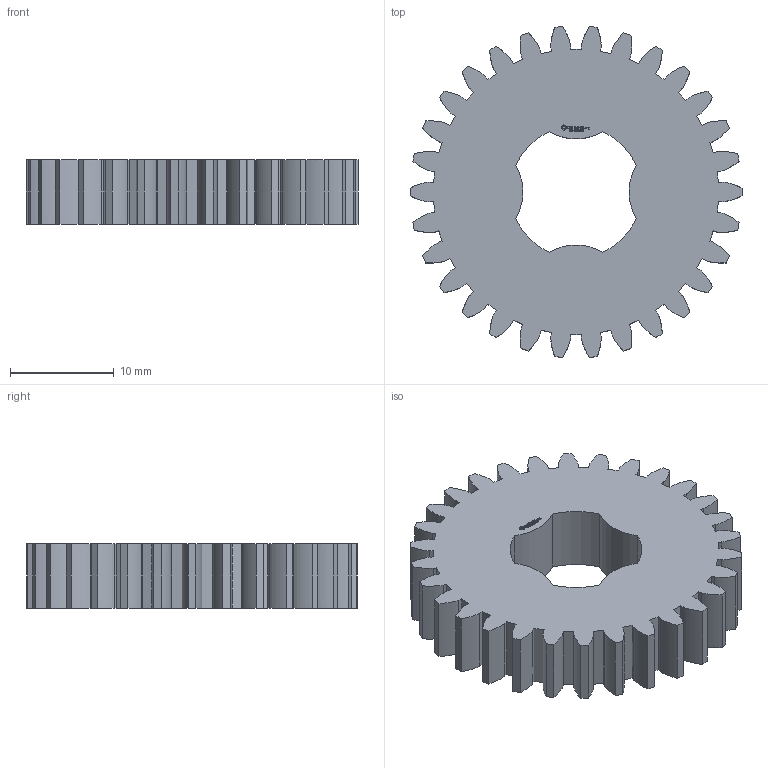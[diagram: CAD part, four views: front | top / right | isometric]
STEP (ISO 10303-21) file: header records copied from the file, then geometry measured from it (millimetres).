
FILE_DESCRIPTION(('FreeCAD Model'),'2;1');
FILE_NAME('Open CASCADE Shape Model','2024-03-09T19:09:49',(''),(''), 'Open CASCADE STEP processor 7.6','FreeCAD','Unknown');
FILE_SCHEMA(('AUTOMOTIVE_DESIGN { 1 0 10303 214 1 1 1 1 }'));
Length unit declared in the file: millimetre
Products named in the file (1): Gear Wheel PLN TTH30 BU00.50 SFT-SHD - SPN-GWH-0098 (stemfie.org)
Bounding box: 31.99 x 31.89 x 6.25 mm (x, y, z)
Volume: 3672.3 mm3; surface area: 2651.8 mm2
Topology: 1 solids, 1 shells, 681 faces, 1938 edges, 1292 vertices
Faces by surface type: extrusion 362, plane 311, cylinder 8
Entity records: 57522 total; most frequent: CARTESIAN_POINT 16528, DIRECTION 5384, VECTOR 4696, LINE 4334, ORIENTED_EDGE 3876, PCURVE 3876, DEFINITIONAL_REPRESENTATION 3876, EDGE_CURVE 1938
